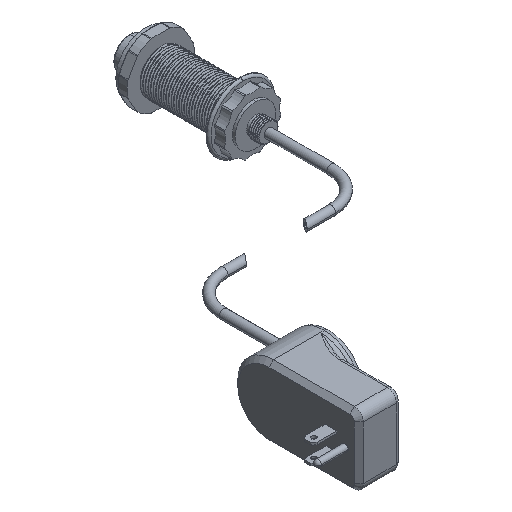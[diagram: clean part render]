
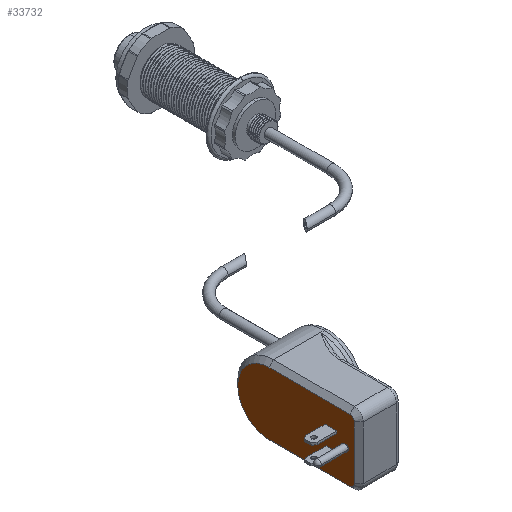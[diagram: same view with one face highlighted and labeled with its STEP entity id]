
A CAD part, isometric view. The second image highlights one B-rep face of the part: STEP entity #33732.
In plain terms, the highlighted planar face has unit normal (-1, 0, 0).
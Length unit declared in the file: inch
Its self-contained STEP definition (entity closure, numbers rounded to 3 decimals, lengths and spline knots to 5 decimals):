
#27865=CARTESIAN_POINT('',(-6.533,-9.729,0.));
#27866=DIRECTION('',(-1.,0.,0.));
#27867=DIRECTION('',(0.,0.,1.));
#27868=AXIS2_PLACEMENT_3D('',#27865,#27866,#27867);
#27873=DIRECTION('',(0.,1.,0.));
#27874=VECTOR('',#27873,2.255);
#27875=CARTESIAN_POINT('',(-6.533,-11.984,
0.87));
#27876=LINE('',#27875,#27874);
#27880=CARTESIAN_POINT('',(-6.533,-11.984,0.745));
#27881=DIRECTION('',(-1.,0.,0.));
#27882=DIRECTION('',(0.,-1.,0.));
#27883=AXIS2_PLACEMENT_3D('',#27880,#27881,#27882);
#27888=DIRECTION('',(0.,0.,1.));
#27889=VECTOR('',#27888,1.49);
#27890=CARTESIAN_POINT('',(-6.533,-12.109,
-0.745));
#27891=LINE('',#27890,#27889);
#27895=CARTESIAN_POINT('',(-6.533,-11.984,-0.745));
#27896=DIRECTION('',(-1.,0.,0.));
#27897=DIRECTION('',(0.,0.,-1.));
#27898=AXIS2_PLACEMENT_3D('',#27895,#27896,#27897);
#27903=DIRECTION('',(0.,-1.,0.));
#27904=VECTOR('',#27903,2.255);
#27905=CARTESIAN_POINT('',(-6.533,-9.729,
-0.87));
#27906=LINE('',#27905,#27904);
#27910=DIRECTION('',(0.,1.,0.));
#27911=VECTOR('',#27910,0.32);
#27912=CARTESIAN_POINT('',(-6.533,-11.614,0.282));
#27913=LINE('',#27912,#27911);
#27917=DIRECTION('',(0.,0.,-1.));
#27918=VECTOR('',#27917,0.062);
#27919=CARTESIAN_POINT('',(-6.533,-11.294,0.282));
#27920=LINE('',#27919,#27918);
#27924=DIRECTION('',(0.,-1.,0.));
#27925=VECTOR('',#27924,0.32);
#27926=CARTESIAN_POINT('',(-6.533,-11.294,0.22));
#27927=LINE('',#27926,#27925);
#27931=DIRECTION('',(0.,0.,1.));
#27932=VECTOR('',#27931,0.062);
#27933=CARTESIAN_POINT('',(-6.533,-11.614,0.22));
#27934=LINE('',#27933,#27932);
#27938=DIRECTION('',(0.,1.,0.));
#27939=VECTOR('',#27938,0.25);
#27940=CARTESIAN_POINT('',(-6.533,-11.579,-0.22));
#27941=LINE('',#27940,#27939);
#27945=DIRECTION('',(0.,0.,-1.));
#27946=VECTOR('',#27945,0.062);
#27947=CARTESIAN_POINT('',(-6.533,-11.329,-0.22));
#27948=LINE('',#27947,#27946);
#27952=DIRECTION('',(0.,-1.,0.));
#27953=VECTOR('',#27952,0.25);
#27954=CARTESIAN_POINT('',(-6.533,-11.329,-0.282));
#27955=LINE('',#27954,#27953);
#27959=DIRECTION('',(0.,0.,1.));
#27960=VECTOR('',#27959,0.062);
#27961=CARTESIAN_POINT('',(-6.533,-11.579,-0.282));
#27962=LINE('',#27961,#27960);
#27966=CARTESIAN_POINT('',(-6.533,-11.849,0.));
#27967=DIRECTION('',(-1.,0.,0.));
#27968=DIRECTION('',(0.,-1.,0.));
#27969=AXIS2_PLACEMENT_3D('',#27966,#27967,#27968);
#27974=CARTESIAN_POINT('',(-6.533,-11.849,0.));
#27975=DIRECTION('',(-1.,0.,0.));
#27976=DIRECTION('',(0.,1.,0.));
#27977=AXIS2_PLACEMENT_3D('',#27974,#27975,#27976);
#31982=CARTESIAN_POINT('',(-6.533,-11.614,0.282));
#31983=CARTESIAN_POINT('',(-6.533,-11.294,0.282));
#31984=VERTEX_POINT('',#31982);
#31985=VERTEX_POINT('',#31983);
#31986=CARTESIAN_POINT('',(-6.533,-11.294,0.22));
#31987=VERTEX_POINT('',#31986);
#31988=CARTESIAN_POINT('',(-6.533,-11.614,0.22));
#31989=VERTEX_POINT('',#31988);
#31990=CARTESIAN_POINT('',(-6.533,-11.579,-0.22));
#31991=CARTESIAN_POINT('',(-6.533,-11.329,-0.22));
#31992=VERTEX_POINT('',#31990);
#31993=VERTEX_POINT('',#31991);
#31994=CARTESIAN_POINT('',(-6.533,-11.329,-0.282));
#31995=VERTEX_POINT('',#31994);
#31996=CARTESIAN_POINT('',(-6.533,-11.579,-0.282));
#31997=VERTEX_POINT('',#31996);
#32004=CARTESIAN_POINT('',(-6.533,-11.939,0.));
#32005=CARTESIAN_POINT('',(-6.533,-11.759,0.));
#32006=VERTEX_POINT('',#32004);
#32007=VERTEX_POINT('',#32005);
#32090=CARTESIAN_POINT('',(-6.533,-9.729,0.87));
#32091=CARTESIAN_POINT('',(-6.533,-9.729,-0.87));
#32092=VERTEX_POINT('',#32090);
#32093=VERTEX_POINT('',#32091);
#32098=CARTESIAN_POINT('',(-6.533,-11.984,
-0.87));
#32099=VERTEX_POINT('',#32098);
#32102=CARTESIAN_POINT('',(-6.533,-12.109,-0.745));
#32103=VERTEX_POINT('',#32102);
#32106=CARTESIAN_POINT('',(-6.533,-12.109,
0.745));
#32107=VERTEX_POINT('',#32106);
#32110=CARTESIAN_POINT('',(-6.533,-11.984,0.87));
#32111=VERTEX_POINT('',#32110);
#33688=CARTESIAN_POINT('',(-6.533,-12.234,0.));
#33689=DIRECTION('',(-1.,0.,0.));
#33690=DIRECTION('',(0.,0.,-1.));
#33691=AXIS2_PLACEMENT_3D('',#33688,#33689,#33690);
#33692=PLANE('',#33691);
#33694=ORIENTED_EDGE('',*,*,#33693,.F.);
#33695=ORIENTED_EDGE('',*,*,#33666,.F.);
#33697=ORIENTED_EDGE('',*,*,#33696,.F.);
#33699=ORIENTED_EDGE('',*,*,#33698,.F.);
#33701=ORIENTED_EDGE('',*,*,#33700,.F.);
#33703=ORIENTED_EDGE('',*,*,#33702,.F.);
#33704=EDGE_LOOP('',(#33694,#33695,#33697,#33699,#33701,#33703));
#33705=FACE_OUTER_BOUND('',#33704,.F.);
#33707=ORIENTED_EDGE('',*,*,#33706,.T.);
#33709=ORIENTED_EDGE('',*,*,#33708,.T.);
#33711=ORIENTED_EDGE('',*,*,#33710,.T.);
#33713=ORIENTED_EDGE('',*,*,#33712,.T.);
#33714=EDGE_LOOP('',(#33707,#33709,#33711,#33713));
#33715=FACE_BOUND('',#33714,.F.);
#33717=ORIENTED_EDGE('',*,*,#33716,.T.);
#33719=ORIENTED_EDGE('',*,*,#33718,.T.);
#33721=ORIENTED_EDGE('',*,*,#33720,.T.);
#33723=ORIENTED_EDGE('',*,*,#33722,.T.);
#33724=EDGE_LOOP('',(#33717,#33719,#33721,#33723));
#33725=FACE_BOUND('',#33724,.F.);
#33727=ORIENTED_EDGE('',*,*,#33726,.T.);
#33729=ORIENTED_EDGE('',*,*,#33728,.T.);
#33730=EDGE_LOOP('',(#33727,#33729));
#33731=FACE_BOUND('',#33730,.F.);
#27869=CIRCLE('',#27868,0.87);
#27884=CIRCLE('',#27883,0.125);
#27899=CIRCLE('',#27898,0.125);
#27970=CIRCLE('',#27969,0.09);
#27978=CIRCLE('',#27977,0.09);
#33666=EDGE_CURVE('',#32111,#32092,#27876,.T.);
#33693=EDGE_CURVE('',#32092,#32093,#27869,.T.);
#33696=EDGE_CURVE('',#32107,#32111,#27884,.T.);
#33698=EDGE_CURVE('',#32103,#32107,#27891,.T.);
#33700=EDGE_CURVE('',#32099,#32103,#27899,.T.);
#33702=EDGE_CURVE('',#32093,#32099,#27906,.T.);
#33706=EDGE_CURVE('',#31984,#31985,#27913,.T.);
#33708=EDGE_CURVE('',#31985,#31987,#27920,.T.);
#33710=EDGE_CURVE('',#31987,#31989,#27927,.T.);
#33712=EDGE_CURVE('',#31989,#31984,#27934,.T.);
#33716=EDGE_CURVE('',#31992,#31993,#27941,.T.);
#33718=EDGE_CURVE('',#31993,#31995,#27948,.T.);
#33720=EDGE_CURVE('',#31995,#31997,#27955,.T.);
#33722=EDGE_CURVE('',#31997,#31992,#27962,.T.);
#33726=EDGE_CURVE('',#32006,#32007,#27970,.T.);
#33728=EDGE_CURVE('',#32007,#32006,#27978,.T.);
#33732=ADVANCED_FACE('',(#33705,#33715,#33725,#33731),#33692,.T.);
